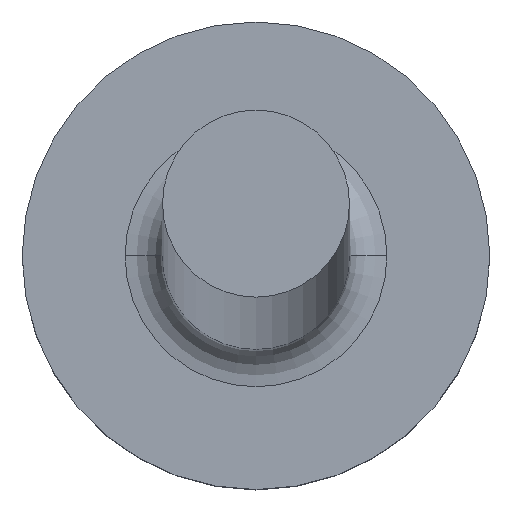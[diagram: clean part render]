
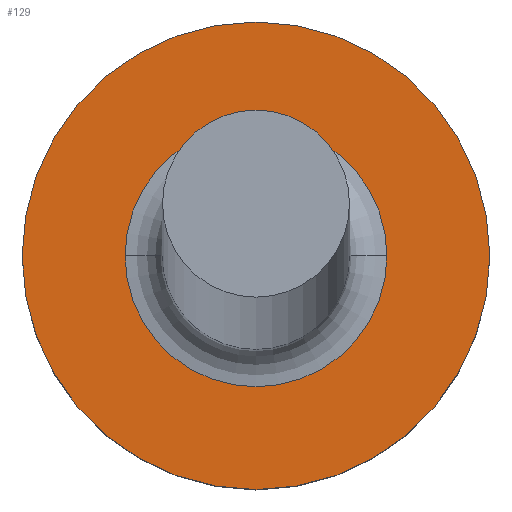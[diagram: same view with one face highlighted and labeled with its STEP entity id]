
A CAD part, top view. The second image highlights one B-rep face of the part: STEP entity #129.
In plain terms, the highlighted planar face has unit normal (0, 0, 1).
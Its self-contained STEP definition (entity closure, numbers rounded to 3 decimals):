
#5 = VERTEX_POINT ( 'NONE', #34 ) ;
#19 = VERTEX_POINT ( 'NONE', #52 ) ;
#22 = ORIENTED_EDGE ( 'NONE', *, *, #250, .T. ) ;
#27 = DIRECTION ( 'NONE',  ( 0., 0., -1. ) ) ;
#34 = CARTESIAN_POINT ( 'NONE',  ( 0.7, 0., 1.2 ) ) ;
#37 = AXIS2_PLACEMENT_3D ( 'NONE', #305, #27, #91 ) ;
#41 = AXIS2_PLACEMENT_3D ( 'NONE', #284, #186, #278 ) ;
#52 = CARTESIAN_POINT ( 'NONE',  ( -1.25, 0., 1.2 ) ) ;
#66 = CARTESIAN_POINT ( 'NONE',  ( 1.25, 0., 1.2 ) ) ;
#67 = VERTEX_POINT ( 'NONE', #300 ) ;
#71 = CARTESIAN_POINT ( 'NONE',  ( 0., 0., 1.2 ) ) ;
#75 = DIRECTION ( 'NONE',  ( 1., 0., 0. ) ) ;
#86 = CIRCLE ( 'NONE', #37, 0.7 ) ;
#89 = VERTEX_POINT ( 'NONE', #66 ) ;
#91 = DIRECTION ( 'NONE',  ( 1., 0., 0. ) ) ;
#99 = EDGE_CURVE ( 'NONE', #19, #89, #153, .T. ) ;
#111 = ORIENTED_EDGE ( 'NONE', *, *, #222, .T. ) ;
#127 = CIRCLE ( 'NONE', #296, 1.25 ) ;
#129 = ADVANCED_FACE ( 'NONE', ( #258, #136 ), #265, .T. ) ;
#136 = FACE_OUTER_BOUND ( 'NONE', #197, .T. ) ;
#137 = ORIENTED_EDGE ( 'NONE', *, *, #99, .T. ) ;
#152 = AXIS2_PLACEMENT_3D ( 'NONE', #71, #245, #75 ) ;
#153 = CIRCLE ( 'NONE', #41, 1.25 ) ;
#168 = CARTESIAN_POINT ( 'NONE',  ( 0., 0., 1.2 ) ) ;
#185 = AXIS2_PLACEMENT_3D ( 'NONE', #168, #234, #256 ) ;
#186 = DIRECTION ( 'NONE',  ( 0., 0., 1. ) ) ;
#197 = EDGE_LOOP ( 'NONE', ( #137, #223 ) ) ;
#209 = CIRCLE ( 'NONE', #152, 0.7 ) ;
#218 = DIRECTION ( 'NONE',  ( 0., 0., 1. ) ) ;
#222 = EDGE_CURVE ( 'NONE', #5, #67, #86, .T. ) ;
#223 = ORIENTED_EDGE ( 'NONE', *, *, #274, .T. ) ;
#234 = DIRECTION ( 'NONE',  ( 0., 0., 1. ) ) ;
#239 = EDGE_LOOP ( 'NONE', ( #111, #22 ) ) ;
#245 = DIRECTION ( 'NONE',  ( 0., 0., -1. ) ) ;
#249 = DIRECTION ( 'NONE',  ( 1., 0., 0. ) ) ;
#250 = EDGE_CURVE ( 'NONE', #67, #5, #209, .T. ) ;
#256 = DIRECTION ( 'NONE',  ( 1., 0., 0. ) ) ;
#258 = FACE_BOUND ( 'NONE', #239, .T. ) ;
#265 = PLANE ( 'NONE',  #185 ) ;
#274 = EDGE_CURVE ( 'NONE', #89, #19, #127, .T. ) ;
#278 = DIRECTION ( 'NONE',  ( 1., 0., 0. ) ) ;
#283 = CARTESIAN_POINT ( 'NONE',  ( 0., 0., 1.2 ) ) ;
#284 = CARTESIAN_POINT ( 'NONE',  ( 0., 0., 1.2 ) ) ;
#296 = AXIS2_PLACEMENT_3D ( 'NONE', #283, #218, #249 ) ;
#300 = CARTESIAN_POINT ( 'NONE',  ( -0.7, 0., 1.2 ) ) ;
#305 = CARTESIAN_POINT ( 'NONE',  ( 0., 0., 1.2 ) ) ;
